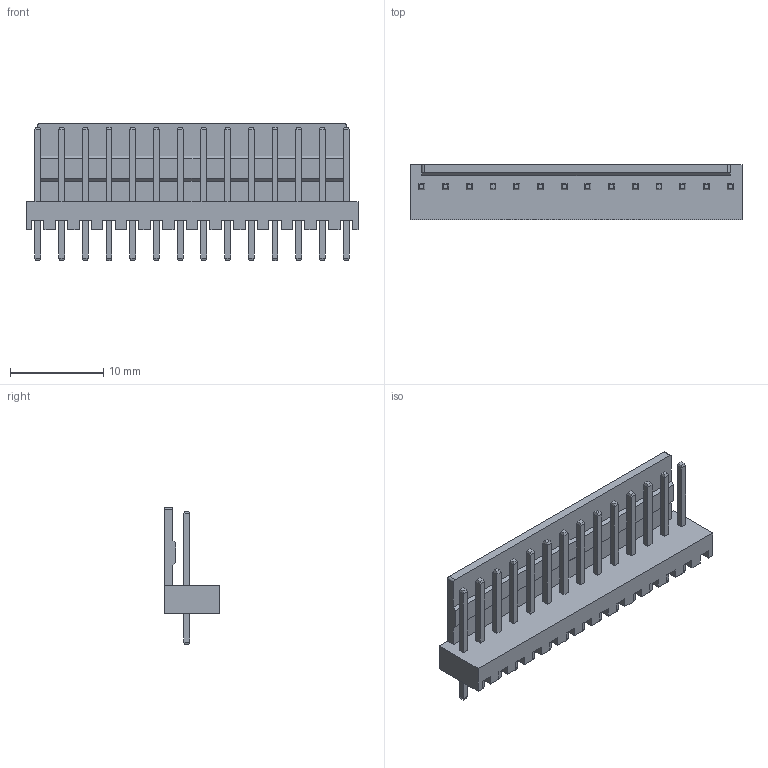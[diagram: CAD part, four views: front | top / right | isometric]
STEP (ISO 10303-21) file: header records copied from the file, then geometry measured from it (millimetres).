
FILE_DESCRIPTION (( 'STEP AP214' ), '1' );
FILE_NAME ('User Library-DS1070-14 (WF-14 CONNFLY).STEP', '2019-01-04T09:19:32', ( '' ), ( '' ), 'SwSTEP 2.0', 'SolidWorks 2018', '' );
FILE_SCHEMA (( 'AUTOMOTIVE_DESIGN' ));
Length unit declared in the file: millimetre
Products named in the file (1): User Library-DS1070-14 (WF-14 CONNFLY)
Bounding box: 35.56 x 5.9 x 14.7 mm (x, y, z)
Volume: 865.1 mm3; surface area: 1809.2 mm2
Topology: 1 solids, 1 shells, 324 faces, 770 edges, 476 vertices
Faces by surface type: plane 322, cylinder 2
Entity records: 9828 total; most frequent: CARTESIAN_POINT 1571, ORIENTED_EDGE 1540, DIRECTION 1424, EDGE_CURVE 770, LINE 766, VECTOR 766, VERTEX_POINT 476, EDGE_LOOP 352
